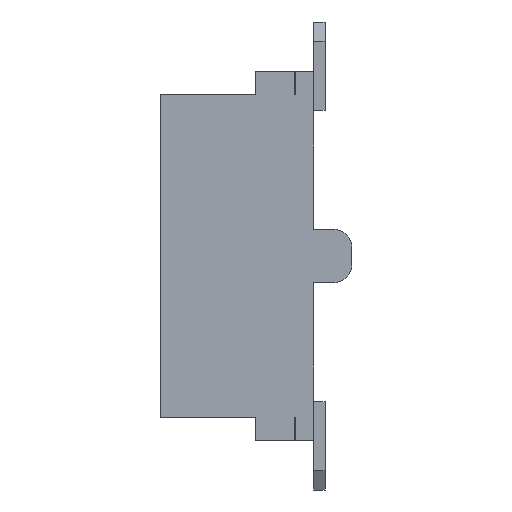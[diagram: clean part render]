
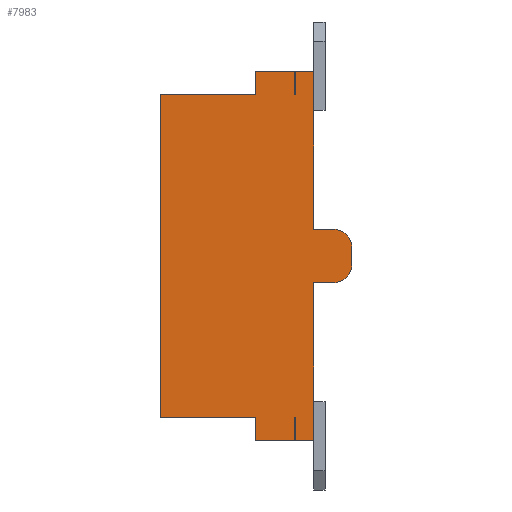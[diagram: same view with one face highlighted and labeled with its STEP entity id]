
A CAD part, left-side view. The second image highlights one B-rep face of the part: STEP entity #7983.
In plain terms, the highlighted planar face has unit normal (-1, 0, 0).
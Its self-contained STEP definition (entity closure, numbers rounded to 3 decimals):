
#91=DIRECTION('',(0.,-1.,0.));
#92=VECTOR('',#91,1.25);
#93=CARTESIAN_POINT('',(-3.,0.9,2.1));
#94=LINE('',#93,#92);
#133=DIRECTION('',(0.,-1.,0.));
#134=VECTOR('',#133,0.01);
#135=CARTESIAN_POINT('',(-3.,-0.85,2.1));
#136=LINE('',#135,#134);
#381=DIRECTION('',(0.,0.,1.));
#382=VECTOR('',#381,2.05);
#383=CARTESIAN_POINT('',(-3.,-1.1,0.35));
#384=LINE('',#383,#382);
#385=DIRECTION('',(0.,0.,1.));
#386=VECTOR('',#385,2.05);
#387=CARTESIAN_POINT('',(-3.,-1.1,-2.4));
#388=LINE('',#387,#386);
#476=DIRECTION('',(0.,-1.,0.));
#477=VECTOR('',#476,1.25);
#478=CARTESIAN_POINT('',(-3.,0.9,-2.1));
#479=LINE('',#478,#477);
#553=DIRECTION('',(0.,-1.,0.));
#554=VECTOR('',#553,0.01);
#555=CARTESIAN_POINT('',(-3.,-0.85,-2.1));
#556=LINE('',#555,#554);
#1173=DIRECTION('',(0.,-1.,0.));
#1174=VECTOR('',#1173,0.5);
#1175=CARTESIAN_POINT('',(-3.,-0.35,2.4));
#1176=LINE('',#1175,#1174);
#1177=DIRECTION('',(0.,-1.,0.));
#1178=VECTOR('',#1177,0.24);
#1179=CARTESIAN_POINT('',(-3.,-0.86,2.4));
#1180=LINE('',#1179,#1178);
#1335=CARTESIAN_POINT('',(-3.,-1.35,0.1));
#1336=DIRECTION('',(-1.,0.,0.));
#1337=DIRECTION('',(0.,-1.,0.));
#1338=AXIS2_PLACEMENT_3D('',#1335,#1336,#1337);
#1340=DIRECTION('',(0.,0.,1.));
#1341=VECTOR('',#1340,0.2);
#1342=CARTESIAN_POINT('',(-3.,-1.6,-0.1));
#1343=LINE('',#1342,#1341);
#1344=CARTESIAN_POINT('',(-3.,-1.35,-0.1));
#1345=DIRECTION('',(-1.,0.,0.));
#1346=DIRECTION('',(0.,0.,-1.));
#1347=AXIS2_PLACEMENT_3D('',#1344,#1345,#1346);
#1349=DIRECTION('',(0.,-1.,0.));
#1350=VECTOR('',#1349,0.25);
#1351=CARTESIAN_POINT('',(-3.,-1.1,-0.35));
#1352=LINE('',#1351,#1350);
#1353=DIRECTION('',(0.,0.,-1.));
#1354=VECTOR('',#1353,0.3);
#1355=CARTESIAN_POINT('',(-3.,-0.86,-2.1));
#1356=LINE('',#1355,#1354);
#1357=DIRECTION('',(0.,0.,-1.));
#1358=VECTOR('',#1357,0.3);
#1359=CARTESIAN_POINT('',(-3.,-0.35,-2.1));
#1360=LINE('',#1359,#1358);
#1361=DIRECTION('',(0.,0.,-1.));
#1362=VECTOR('',#1361,4.2);
#1363=CARTESIAN_POINT('',(-3.,0.9,2.1));
#1364=LINE('',#1363,#1362);
#1365=DIRECTION('',(0.,0.,1.));
#1366=VECTOR('',#1365,0.3);
#1367=CARTESIAN_POINT('',(-3.,-0.35,2.1));
#1368=LINE('',#1367,#1366);
#1369=DIRECTION('',(0.,0.,1.));
#1370=VECTOR('',#1369,0.3);
#1371=CARTESIAN_POINT('',(-3.,-0.86,2.1));
#1372=LINE('',#1371,#1370);
#1373=DIRECTION('',(0.,-1.,0.));
#1374=VECTOR('',#1373,0.25);
#1375=CARTESIAN_POINT('',(-3.,-1.1,0.35));
#1376=LINE('',#1375,#1374);
#1411=DIRECTION('',(0.,-1.,0.));
#1412=VECTOR('',#1411,0.5);
#1413=CARTESIAN_POINT('',(-3.,-0.35,-2.4));
#1414=LINE('',#1413,#1412);
#1445=DIRECTION('',(0.,-1.,0.));
#1446=VECTOR('',#1445,0.24);
#1447=CARTESIAN_POINT('',(-3.,-0.86,-2.4));
#1448=LINE('',#1447,#1446);
#1499=DIRECTION('',(0.,0.,-1.));
#1500=VECTOR('',#1499,0.3);
#1501=CARTESIAN_POINT('',(-3.,-0.85,-2.1));
#1502=LINE('',#1501,#1500);
#4755=DIRECTION('',(0.,0.,1.));
#4756=VECTOR('',#4755,0.3);
#4757=CARTESIAN_POINT('',(-3.,-0.85,2.1));
#4758=LINE('',#4757,#4756);
#4908=CARTESIAN_POINT('',(-3.,0.9,2.1));
#4910=VERTEX_POINT('',#4908);
#4912=CARTESIAN_POINT('',(-3.,0.9,-2.1));
#4914=VERTEX_POINT('',#4912);
#5600=CARTESIAN_POINT('',(-3.,-0.35,2.4));
#5602=VERTEX_POINT('',#5600);
#5603=CARTESIAN_POINT('',(-3.,-0.85,2.4));
#5604=VERTEX_POINT('',#5603);
#5608=CARTESIAN_POINT('',(-3.,-0.35,2.1));
#5610=VERTEX_POINT('',#5608);
#5611=CARTESIAN_POINT('',(-3.,-0.85,2.1));
#5613=VERTEX_POINT('',#5611);
#5615=CARTESIAN_POINT('',(-3.,-0.86,2.1));
#5616=VERTEX_POINT('',#5615);
#5638=CARTESIAN_POINT('',(-3.,-0.35,-2.4));
#5640=VERTEX_POINT('',#5638);
#5641=CARTESIAN_POINT('',(-3.,-0.85,-2.4));
#5642=VERTEX_POINT('',#5641);
#5654=CARTESIAN_POINT('',(-3.,-0.35,-2.1));
#5656=VERTEX_POINT('',#5654);
#5657=CARTESIAN_POINT('',(-3.,-0.85,-2.1));
#5659=VERTEX_POINT('',#5657);
#5661=CARTESIAN_POINT('',(-3.,-0.86,-2.1));
#5662=VERTEX_POINT('',#5661);
#6203=CARTESIAN_POINT('',(-3.,-0.86,2.4));
#6204=CARTESIAN_POINT('',(-3.,-1.1,2.4));
#6205=VERTEX_POINT('',#6203);
#6206=VERTEX_POINT('',#6204);
#6228=CARTESIAN_POINT('',(-3.,-0.86,-2.4));
#6230=VERTEX_POINT('',#6228);
#6231=CARTESIAN_POINT('',(-3.,-1.1,-2.4));
#6232=VERTEX_POINT('',#6231);
#6367=CARTESIAN_POINT('',(-3.,-1.1,0.35));
#6368=CARTESIAN_POINT('',(-3.,-1.1,-0.35));
#6369=VERTEX_POINT('',#6367);
#6370=VERTEX_POINT('',#6368);
#6379=CARTESIAN_POINT('',(-3.,-1.6,0.1));
#6380=CARTESIAN_POINT('',(-3.,-1.35,0.35));
#6381=VERTEX_POINT('',#6379);
#6382=VERTEX_POINT('',#6380);
#6383=CARTESIAN_POINT('',(-3.,-1.35,-0.35));
#6384=CARTESIAN_POINT('',(-3.,-1.6,-0.1));
#6385=VERTEX_POINT('',#6383);
#6386=VERTEX_POINT('',#6384);
#7941=CARTESIAN_POINT('',(-3.,0.9,2.1));
#7942=DIRECTION('',(-1.,0.,0.));
#7943=DIRECTION('',(0.,-1.,0.));
#7944=AXIS2_PLACEMENT_3D('',#7941,#7942,#7943);
#7945=PLANE('',#7944);
#7947=ORIENTED_EDGE('',*,*,#7946,.F.);
#7949=ORIENTED_EDGE('',*,*,#7948,.F.);
#7951=ORIENTED_EDGE('',*,*,#7950,.F.);
#7953=ORIENTED_EDGE('',*,*,#7952,.F.);
#7954=ORIENTED_EDGE('',*,*,#6816,.F.);
#7956=ORIENTED_EDGE('',*,*,#7955,.F.);
#7958=ORIENTED_EDGE('',*,*,#7957,.F.);
#7959=ORIENTED_EDGE('',*,*,#6953,.F.);
#7961=ORIENTED_EDGE('',*,*,#7960,.T.);
#7963=ORIENTED_EDGE('',*,*,#7962,.F.);
#7965=ORIENTED_EDGE('',*,*,#7964,.F.);
#7966=ORIENTED_EDGE('',*,*,#6903,.F.);
#7968=ORIENTED_EDGE('',*,*,#7967,.F.);
#7969=ORIENTED_EDGE('',*,*,#6450,.T.);
#7971=ORIENTED_EDGE('',*,*,#7970,.T.);
#7972=ORIENTED_EDGE('',*,*,#7761,.T.);
#7974=ORIENTED_EDGE('',*,*,#7973,.F.);
#7975=ORIENTED_EDGE('',*,*,#6486,.T.);
#7976=ORIENTED_EDGE('',*,*,#7936,.T.);
#7977=ORIENTED_EDGE('',*,*,#7771,.T.);
#7978=ORIENTED_EDGE('',*,*,#6800,.F.);
#7980=ORIENTED_EDGE('',*,*,#7979,.T.);
#7981=EDGE_LOOP('',(#7947,#7949,#7951,#7953,#7954,#7956,#7958,#7959,#7961,#7963,
#7965,#7966,#7968,#7969,#7971,#7972,#7974,#7975,#7976,#7977,#7978,#7980));
#7982=FACE_OUTER_BOUND('',#7981,.F.);
#7983=ADVANCED_FACE('',(#7982),#7945,.T.);
#1339=CIRCLE('',#1338,0.25);
#1348=CIRCLE('',#1347,0.25);
#6450=EDGE_CURVE('',#4910,#5610,#94,.T.);
#6486=EDGE_CURVE('',#5613,#5616,#136,.T.);
#6800=EDGE_CURVE('',#6369,#6206,#384,.T.);
#6816=EDGE_CURVE('',#6232,#6370,#388,.T.);
#6903=EDGE_CURVE('',#4914,#5656,#479,.T.);
#6953=EDGE_CURVE('',#5659,#5662,#556,.T.);
#7761=EDGE_CURVE('',#5602,#5604,#1176,.T.);
#7771=EDGE_CURVE('',#6205,#6206,#1180,.T.);
#7936=EDGE_CURVE('',#5616,#6205,#1372,.T.);
#7946=EDGE_CURVE('',#6381,#6382,#1339,.T.);
#7948=EDGE_CURVE('',#6386,#6381,#1343,.T.);
#7950=EDGE_CURVE('',#6385,#6386,#1348,.T.);
#7952=EDGE_CURVE('',#6370,#6385,#1352,.T.);
#7955=EDGE_CURVE('',#6230,#6232,#1448,.T.);
#7957=EDGE_CURVE('',#5662,#6230,#1356,.T.);
#7960=EDGE_CURVE('',#5659,#5642,#1502,.T.);
#7962=EDGE_CURVE('',#5640,#5642,#1414,.T.);
#7964=EDGE_CURVE('',#5656,#5640,#1360,.T.);
#7967=EDGE_CURVE('',#4910,#4914,#1364,.T.);
#7970=EDGE_CURVE('',#5610,#5602,#1368,.T.);
#7973=EDGE_CURVE('',#5613,#5604,#4758,.T.);
#7979=EDGE_CURVE('',#6369,#6382,#1376,.T.);
